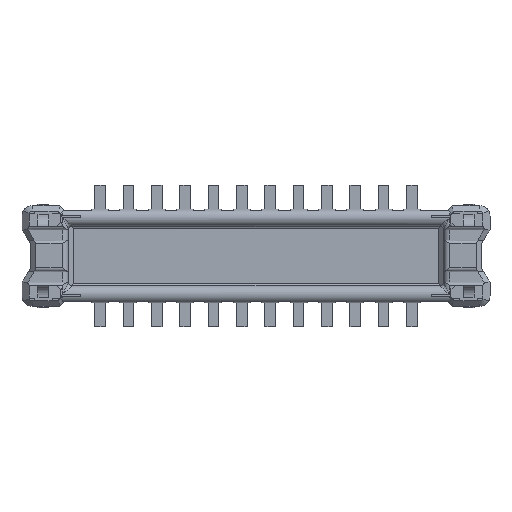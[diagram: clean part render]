
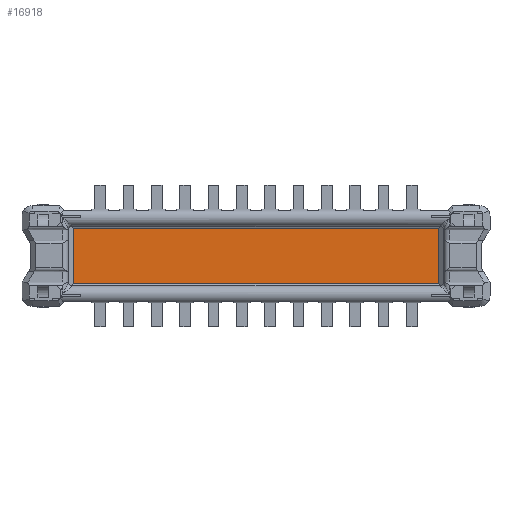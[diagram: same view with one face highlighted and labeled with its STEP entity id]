
A CAD part, top view. The second image highlights one B-rep face of the part: STEP entity #16918.
In plain terms, the highlighted planar face has unit normal (0, 0, 1).
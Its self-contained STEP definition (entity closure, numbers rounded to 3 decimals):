
#3507=DIRECTION('',(-1.,0.,0.));
#3508=VECTOR('',#3507,5.16);
#3509=CARTESIAN_POINT('',(2.58,-0.39,0.14));
#3510=LINE('',#3509,#3508);
#5325=DIRECTION('',(1.,0.,0.));
#5326=VECTOR('',#5325,5.16);
#5327=CARTESIAN_POINT('',(-2.58,0.39,0.14));
#5328=LINE('',#5327,#5326);
#5966=DIRECTION('',(0.,-1.,0.));
#5967=VECTOR('',#5966,0.78);
#5968=CARTESIAN_POINT('',(-2.58,0.39,0.14));
#5969=LINE('',#5968,#5967);
#5983=DIRECTION('',(0.,-1.,0.));
#5984=VECTOR('',#5983,0.78);
#5985=CARTESIAN_POINT('',(2.58,0.39,0.14));
#5986=LINE('',#5985,#5984);
#11127=CARTESIAN_POINT('',(2.58,-0.39,0.14));
#11128=CARTESIAN_POINT('',(-2.58,-0.39,0.14));
#11129=VERTEX_POINT('',#11127);
#11130=VERTEX_POINT('',#11128);
#11131=CARTESIAN_POINT('',(2.58,0.39,0.14));
#11132=VERTEX_POINT('',#11131);
#11133=CARTESIAN_POINT('',(-2.58,0.39,0.14));
#11134=VERTEX_POINT('',#11133);
#16906=CARTESIAN_POINT('',(1.516,0.,0.14));
#16907=DIRECTION('',(0.,0.,-1.));
#16908=DIRECTION('',(0.,1.,0.));
#16909=AXIS2_PLACEMENT_3D('',#16906,#16907,#16908);
#16910=PLANE('',#16909);
#16911=ORIENTED_EDGE('',*,*,#14686,.T.);
#16912=ORIENTED_EDGE('',*,*,#16315,.F.);
#16913=ORIENTED_EDGE('',*,*,#16264,.T.);
#16915=ORIENTED_EDGE('',*,*,#16914,.T.);
#16916=EDGE_LOOP('',(#16911,#16912,#16913,#16915));
#16917=FACE_OUTER_BOUND('',#16916,.F.);
#14686=EDGE_CURVE('',#11129,#11130,#3510,.T.);
#16264=EDGE_CURVE('',#11134,#11132,#5328,.T.);
#16315=EDGE_CURVE('',#11134,#11130,#5969,.T.);
#16914=EDGE_CURVE('',#11132,#11129,#5986,.T.);
#16918=ADVANCED_FACE('',(#16917),#16910,.F.);
